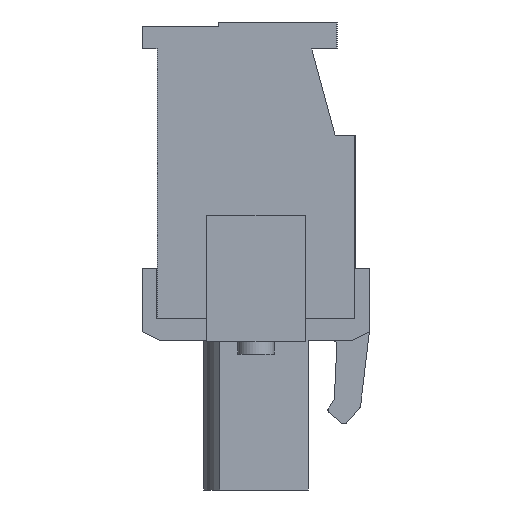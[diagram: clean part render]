
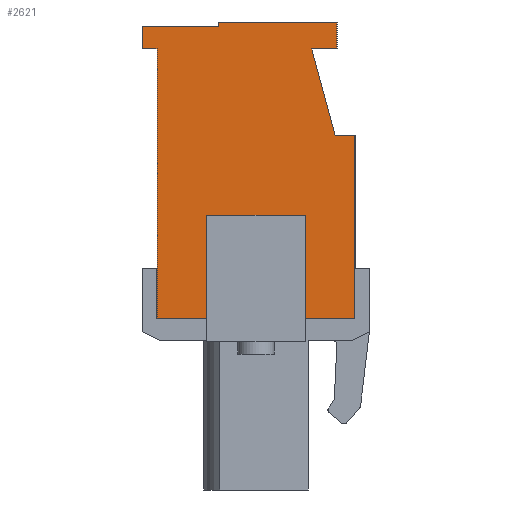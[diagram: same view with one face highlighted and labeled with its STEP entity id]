
A CAD part, left-side view. The second image highlights one B-rep face of the part: STEP entity #2621.
In plain terms, the highlighted planar face has unit normal (-1, 0, 0).
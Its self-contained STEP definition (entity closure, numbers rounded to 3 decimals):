
#2621 = ADVANCED_FACE( '', ( #6041 ), #6042, .T. );
#6041 = FACE_OUTER_BOUND( '', #10505, .T. );
#6042 = PLANE( '', #10506 );
#10505 = EDGE_LOOP( '', ( #17337, #17338, #17339, #17340, #17341, #17342, #17343, #17344, #17345, #17346, #17347, #17348, #17349, #17350, #17351, #17352 ) );
#10506 = AXIS2_PLACEMENT_3D( '', #17353, #17354, #17355 );
#17337 = ORIENTED_EDGE( '', *, *, #29298, .F. );
#17338 = ORIENTED_EDGE( '', *, *, #29299, .F. );
#17339 = ORIENTED_EDGE( '', *, *, #29300, .F. );
#17340 = ORIENTED_EDGE( '', *, *, #29301, .T. );
#17341 = ORIENTED_EDGE( '', *, *, #29302, .T. );
#17342 = ORIENTED_EDGE( '', *, *, #29303, .T. );
#17343 = ORIENTED_EDGE( '', *, *, #29304, .T. );
#17344 = ORIENTED_EDGE( '', *, *, #29305, .T. );
#17345 = ORIENTED_EDGE( '', *, *, #29306, .T. );
#17346 = ORIENTED_EDGE( '', *, *, #28457, .T. );
#17347 = ORIENTED_EDGE( '', *, *, #29307, .T. );
#17348 = ORIENTED_EDGE( '', *, *, #29308, .T. );
#17349 = ORIENTED_EDGE( '', *, *, #28995, .T. );
#17350 = ORIENTED_EDGE( '', *, *, #27148, .T. );
#17351 = ORIENTED_EDGE( '', *, *, #29309, .T. );
#17352 = ORIENTED_EDGE( '', *, *, #29310, .T. );
#17353 = CARTESIAN_POINT( '', ( -30.73, 0., 0. ) );
#17354 = DIRECTION( '', ( -1., 0., 0. ) );
#17355 = DIRECTION( '', ( 0., 0., 1. ) );
#27148 = EDGE_CURVE( '', #32433, #32434, #32435, .T. );
#28457 = EDGE_CURVE( '', #34737, #34738, #34739, .T. );
#28995 = EDGE_CURVE( '', #35617, #32433, #35618, .T. );
#29298 = EDGE_CURVE( '', #36102, #36103, #36104, .T. );
#29299 = EDGE_CURVE( '', #36105, #36102, #36106, .T. );
#29300 = EDGE_CURVE( '', #36107, #36105, #36108, .T. );
#29301 = EDGE_CURVE( '', #36107, #36109, #36110, .T. );
#29302 = EDGE_CURVE( '', #36109, #36111, #36112, .T. );
#29303 = EDGE_CURVE( '', #36111, #36113, #36114, .T. );
#29304 = EDGE_CURVE( '', #36113, #36115, #36116, .T. );
#29305 = EDGE_CURVE( '', #36115, #36117, #36118, .T. );
#29306 = EDGE_CURVE( '', #36117, #34737, #36119, .T. );
#29307 = EDGE_CURVE( '', #34738, #36120, #36121, .T. );
#29308 = EDGE_CURVE( '', #36120, #35617, #36122, .T. );
#29309 = EDGE_CURVE( '', #32434, #36123, #36124, .T. );
#29310 = EDGE_CURVE( '', #36123, #36103, #36125, .T. );
#32433 = VERTEX_POINT( '', #40282 );
#32434 = VERTEX_POINT( '', #40283 );
#32435 = LINE( '', #40284, #40285 );
#34737 = VERTEX_POINT( '', #43662 );
#34738 = VERTEX_POINT( '', #43663 );
#34739 = LINE( '', #43664, #43665 );
#35617 = VERTEX_POINT( '', #44963 );
#35618 = LINE( '', #44964, #44965 );
#36102 = VERTEX_POINT( '', #45655 );
#36103 = VERTEX_POINT( '', #45656 );
#36104 = LINE( '', #45657, #45658 );
#36105 = VERTEX_POINT( '', #45659 );
#36106 = LINE( '', #45660, #45661 );
#36107 = VERTEX_POINT( '', #45662 );
#36108 = LINE( '', #45663, #45664 );
#36109 = VERTEX_POINT( '', #45665 );
#36110 = LINE( '', #45666, #45667 );
#36111 = VERTEX_POINT( '', #45668 );
#36112 = LINE( '', #45669, #45670 );
#36113 = VERTEX_POINT( '', #45671 );
#36114 = LINE( '', #45672, #45673 );
#36115 = VERTEX_POINT( '', #45674 );
#36116 = LINE( '', #45675, #45676 );
#36117 = VERTEX_POINT( '', #45677 );
#36118 = LINE( '', #45678, #45679 );
#36119 = LINE( '', #45680, #45681 );
#36120 = VERTEX_POINT( '', #45682 );
#36121 = LINE( '', #45683, #45684 );
#36122 = LINE( '', #45685, #45686 );
#36123 = VERTEX_POINT( '', #45687 );
#36124 = LINE( '', #45688, #45689 );
#36125 = LINE( '', #45690, #45691 );
#40282 = CARTESIAN_POINT( '', ( -30.73, 6.3, 7.5 ) );
#40283 = CARTESIAN_POINT( '', ( -30.73, 5.5, 7.5 ) );
#40284 = CARTESIAN_POINT( '', ( -30.73, 6.3, 7.5 ) );
#40285 = VECTOR( '', #51832, 1000. );
#43662 = CARTESIAN_POINT( '', ( -30.73, -4.5, 9. ) );
#43663 = CARTESIAN_POINT( '', ( -30.73, 2.1, 9. ) );
#43664 = CARTESIAN_POINT( '', ( -30.73, -4.5, 9. ) );
#43665 = VECTOR( '', #53026, 1000. );
#44963 = CARTESIAN_POINT( '', ( -30.73, 6.3, 8.75 ) );
#44964 = CARTESIAN_POINT( '', ( -30.73, 6.3, 8.75 ) );
#44965 = VECTOR( '', #53528, 1000. );
#45655 = CARTESIAN_POINT( '', ( -30.73, 2.75, -1.75 ) );
#45656 = CARTESIAN_POINT( '', ( -30.73, 2.75, -7.5 ) );
#45657 = CARTESIAN_POINT( '', ( -30.73, 2.75, -1.75 ) );
#45658 = VECTOR( '', #53831, 1000. );
#45659 = CARTESIAN_POINT( '', ( -30.73, -2.75, -1.75 ) );
#45660 = CARTESIAN_POINT( '', ( -30.73, -2.75, -1.75 ) );
#45661 = VECTOR( '', #53832, 1000. );
#45662 = CARTESIAN_POINT( '', ( -30.73, -2.75, -7.5 ) );
#45663 = CARTESIAN_POINT( '', ( -30.73, -2.75, -8.75 ) );
#45664 = VECTOR( '', #53833, 1000. );
#45665 = CARTESIAN_POINT( '', ( -30.73, -5.5, -7.5 ) );
#45666 = CARTESIAN_POINT( '', ( -30.73, 5.5, -7.5 ) );
#45667 = VECTOR( '', #53834, 1000. );
#45668 = CARTESIAN_POINT( '', ( -30.73, -5.5, 2.7 ) );
#45669 = CARTESIAN_POINT( '', ( -30.73, -5.5, -7.5 ) );
#45670 = VECTOR( '', #53835, 1000. );
#45671 = CARTESIAN_POINT( '', ( -30.73, -4.4, 2.7 ) );
#45672 = CARTESIAN_POINT( '', ( -30.73, -5.5, 2.7 ) );
#45673 = VECTOR( '', #53836, 1000. );
#45674 = CARTESIAN_POINT( '', ( -30.73, -3.1, 7.5 ) );
#45675 = CARTESIAN_POINT( '', ( -30.73, -4.4, 2.7 ) );
#45676 = VECTOR( '', #53837, 1000. );
#45677 = CARTESIAN_POINT( '', ( -30.73, -4.5, 7.5 ) );
#45678 = CARTESIAN_POINT( '', ( -30.73, -3.1, 7.5 ) );
#45679 = VECTOR( '', #53838, 1000. );
#45680 = CARTESIAN_POINT( '', ( -30.73, -4.5, 7.5 ) );
#45681 = VECTOR( '', #53839, 1000. );
#45682 = CARTESIAN_POINT( '', ( -30.73, 2.1, 8.75 ) );
#45683 = CARTESIAN_POINT( '', ( -30.73, 2.1, 9. ) );
#45684 = VECTOR( '', #53840, 1000. );
#45685 = CARTESIAN_POINT( '', ( -30.73, 2.1, 8.75 ) );
#45686 = VECTOR( '', #53841, 1000. );
#45687 = CARTESIAN_POINT( '', ( -30.73, 5.5, -7.5 ) );
#45688 = CARTESIAN_POINT( '', ( -30.73, 5.5, 7.5 ) );
#45689 = VECTOR( '', #53842, 1000. );
#45690 = CARTESIAN_POINT( '', ( -30.73, 5.5, -7.5 ) );
#45691 = VECTOR( '', #53843, 1000. );
#51832 = DIRECTION( '', ( 0., -1., 0. ) );
#53026 = DIRECTION( '', ( 0., 1., 0. ) );
#53528 = DIRECTION( '', ( 0., 0., -1. ) );
#53831 = DIRECTION( '', ( 0., 0., -1. ) );
#53832 = DIRECTION( '', ( 0., 1., 0. ) );
#53833 = DIRECTION( '', ( 0., 0., 1. ) );
#53834 = DIRECTION( '', ( 0., -1., 0. ) );
#53835 = DIRECTION( '', ( 0., 0., 1. ) );
#53836 = DIRECTION( '', ( 0., 1., 0. ) );
#53837 = DIRECTION( '', ( 0., 0.261, 0.965 ) );
#53838 = DIRECTION( '', ( 0., -1., 0. ) );
#53839 = DIRECTION( '', ( 0., 0., 1. ) );
#53840 = DIRECTION( '', ( 0., 0., -1. ) );
#53841 = DIRECTION( '', ( 0., 1., 0. ) );
#53842 = DIRECTION( '', ( 0., 0., -1. ) );
#53843 = DIRECTION( '', ( 0., -1., 0. ) );
